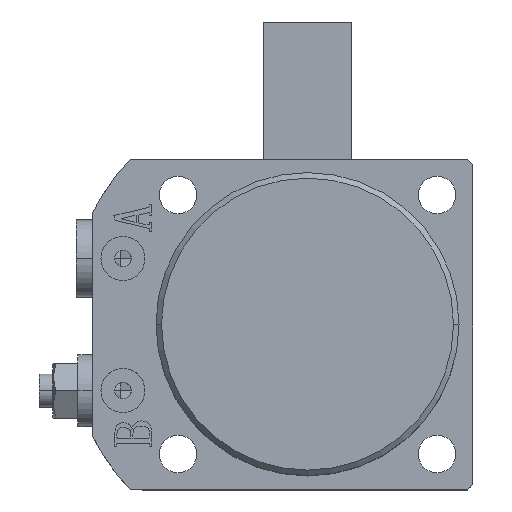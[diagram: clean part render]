
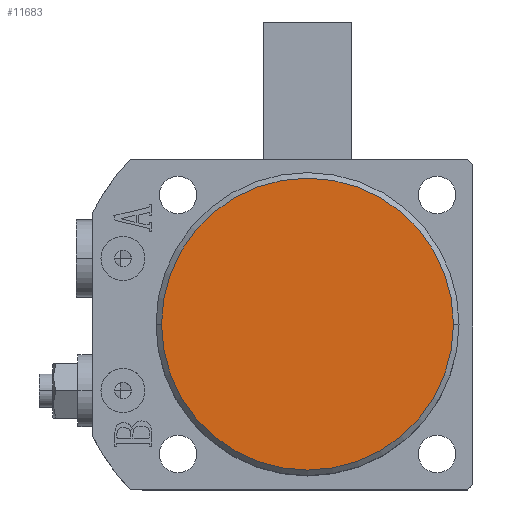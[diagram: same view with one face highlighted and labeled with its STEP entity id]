
A CAD part, top view. The second image highlights one B-rep face of the part: STEP entity #11683.
In plain terms, the highlighted planar face has unit normal (0, 0, 1).
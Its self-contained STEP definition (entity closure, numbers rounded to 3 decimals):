
#155 = CIRCLE ( 'NONE', #10287, 26.5 ) ;
#731 = CARTESIAN_POINT ( 'NONE',  ( 0., 0., 65. ) ) ;
#732 = DIRECTION ( 'NONE',  ( 0., 0., 1. ) ) ;
#733 = DIRECTION ( 'NONE',  ( 1., 0., 0. ) ) ;
#3606 = ORIENTED_EDGE ( 'NONE', *, *, #9712, .T. ) ;
#3607 = ORIENTED_EDGE ( 'NONE', *, *, #9540, .T. ) ;
#3856 = VERTEX_POINT ( 'NONE', #8949 ) ;
#3875 = VERTEX_POINT ( 'NONE', #8957 ) ;
#4971 = CARTESIAN_POINT ( 'NONE',  ( 0., 0., 65. ) ) ;
#4972 = DIRECTION ( 'NONE',  ( 0., 0., 1. ) ) ;
#4973 = DIRECTION ( 'NONE',  ( 1., 0., 0. ) ) ;
#5425 = CIRCLE ( 'NONE', #10333, 26.5 ) ;
#7813 = CARTESIAN_POINT ( 'NONE',  ( 0., 0., 65. ) ) ;
#7819 = PLANE ( 'NONE',  #8126 ) ;
#7822 = DIRECTION ( 'NONE',  ( 0., 0., 1. ) ) ;
#7823 = DIRECTION ( 'NONE',  ( 1., 0., 0. ) ) ;
#8126 = AXIS2_PLACEMENT_3D ( 'NONE', #7813, #7822, #7823 ) ;
#8949 = CARTESIAN_POINT ( 'NONE',  ( 26.5, 0., 65. ) ) ;
#8957 = CARTESIAN_POINT ( 'NONE',  ( -26.5, 0., 65. ) ) ;
#9473 = EDGE_LOOP ( 'NONE', ( #3607, #3606 ) ) ;
#9540 = EDGE_CURVE ( 'NONE', #3875, #3856, #155, .T. ) ;
#9712 = EDGE_CURVE ( 'NONE', #3856, #3875, #5425, .T. ) ;
#10287 = AXIS2_PLACEMENT_3D ( 'NONE', #4971, #4972, #4973 ) ;
#10333 = AXIS2_PLACEMENT_3D ( 'NONE', #731, #732, #733 ) ;
#10722 = FACE_OUTER_BOUND ( 'NONE', #9473, .T. ) ;
#11683 = ADVANCED_FACE ( 'NONE', ( #10722 ), #7819, .T. ) ;
